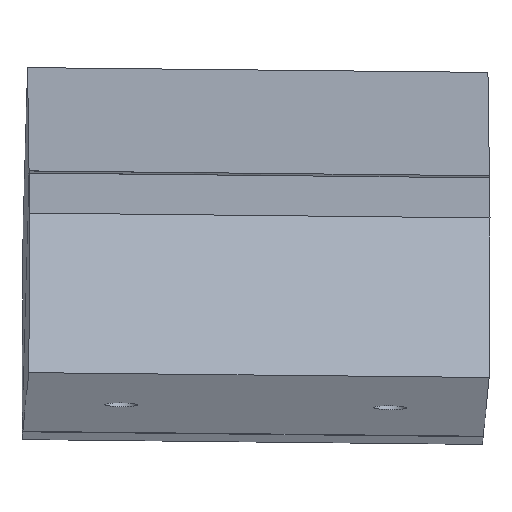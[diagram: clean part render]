
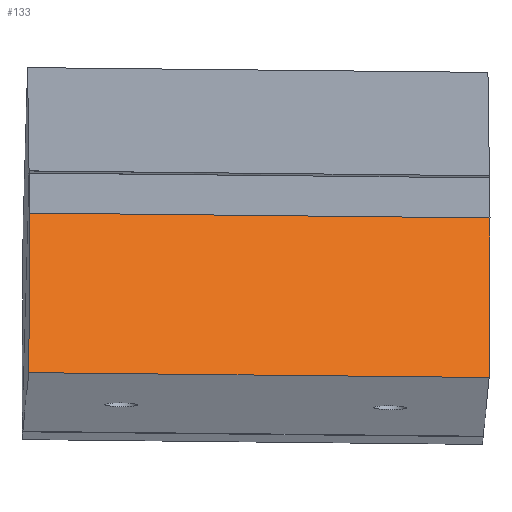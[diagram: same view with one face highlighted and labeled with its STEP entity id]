
A CAD part, front view. The second image highlights one B-rep face of the part: STEP entity #133.
In plain terms, the highlighted planar face has unit normal (0.014, -0.866, 0.5).
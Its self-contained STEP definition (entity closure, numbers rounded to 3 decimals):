
#133 = ADVANCED_FACE( '', ( #174 ), #175, .F. );
#174 = FACE_OUTER_BOUND( '', #237, .T. );
#175 = PLANE( '', #238 );
#237 = EDGE_LOOP( '', ( #364, #365, #366, #367 ) );
#238 = AXIS2_PLACEMENT_3D( '', #368, #369, #370 );
#364 = ORIENTED_EDGE( '', *, *, #482, .F. );
#365 = ORIENTED_EDGE( '', *, *, #488, .T. );
#366 = ORIENTED_EDGE( '', *, *, #499, .T. );
#367 = ORIENTED_EDGE( '', *, *, #495, .F. );
#368 = CARTESIAN_POINT( '', ( 4335.119, 462.363, -205.032 ) );
#369 = DIRECTION( '', ( -0.014, 0.866, -0.5 ) );
#370 = DIRECTION( '', ( -1., 0., 0.028 ) );
#482 = EDGE_CURVE( '', #546, #540, #548, .T. );
#488 = EDGE_CURVE( '', #546, #557, #559, .T. );
#495 = EDGE_CURVE( '', #540, #570, #571, .T. );
#499 = EDGE_CURVE( '', #557, #570, #576, .T. );
#540 = VERTEX_POINT( '', #645 );
#546 = VERTEX_POINT( '', #658 );
#548 = LINE( '', #661, #662 );
#557 = VERTEX_POINT( '', #689 );
#559 = LINE( '', #692, #693 );
#570 = VERTEX_POINT( '', #721 );
#571 = LINE( '', #722, #723 );
#576 = LINE( '', #738, #739 );
#645 = CARTESIAN_POINT( '', ( 4332.089, 458.7, -211.293 ) );
#658 = CARTESIAN_POINT( '', ( 4308.121, 458.465, -211.038 ) );
#661 = CARTESIAN_POINT( '', ( 4320.105, 458.583, -211.165 ) );
#662 = VECTOR( '', #943, 1000. );
#689 = CARTESIAN_POINT( '', ( 4308.079, 453.668, -219.346 ) );
#692 = CARTESIAN_POINT( '', ( 4308.1, 456.066, -215.192 ) );
#693 = VECTOR( '', #947, 1000. );
#721 = CARTESIAN_POINT( '', ( 4332.048, 453.904, -219.6 ) );
#722 = CARTESIAN_POINT( '', ( 4332.068, 456.302, -215.447 ) );
#723 = VECTOR( '', #951, 1000. );
#738 = CARTESIAN_POINT( '', ( 4320.063, 453.786, -219.473 ) );
#739 = VECTOR( '', #954, 1000. );
#943 = DIRECTION( '', ( 1., 0.01, -0.011 ) );
#947 = DIRECTION( '', ( -0.004, -0.5, -0.866 ) );
#951 = DIRECTION( '', ( -0.004, -0.5, -0.866 ) );
#954 = DIRECTION( '', ( 1., 0.01, -0.011 ) );
